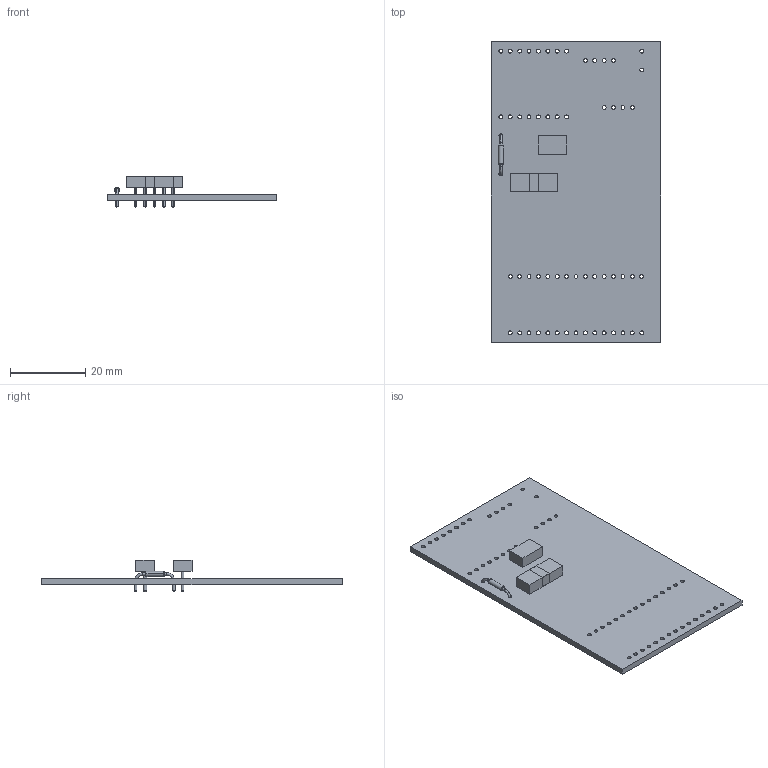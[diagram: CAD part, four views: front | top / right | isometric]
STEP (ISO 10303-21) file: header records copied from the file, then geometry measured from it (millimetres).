
FILE_DESCRIPTION(('PCB Model'),'2;1');
FILE_NAME('PCB''PCB V3.STEP','2020-09-17T12:37:35',('jdudu'),( 'Unspecified'),'Open CASCADE STEP processor 6.8','Proteus','Unknown' );
FILE_SCHEMA(('CONFIG_CONTROL_DESIGN','SHAPE_APPEARANCE_LAYER_MIM'));
Length unit declared in the file: millimetre
Products named in the file (22): Open CASCADE STEP translator 6.8 2; Layer_1; Open CASCADE STEP translator 6.8 2.2; Open CASCADE STEP translator 6.8 2.2.1; Body_1; Pin_1; Pin_2; Open CASCADE STEP translator 6.8 2.3; Open CASCADE STEP translator 6.8 2.3.1; Open CASCADE STEP translator 6.8 2.4; Open CASCADE STEP translator 6.8 2.4.1; Open CASCADE STEP translator 6.8 2.5; Open CASCADE STEP translator 6.8 2.5.1
Assembly tree (21 placements, depth 4):
  Open CASCADE STEP translator 6.8 2
    Layer_1
    Open CASCADE STEP translator 6.8 2.2
      Open CASCADE STEP translator 6.8 2.2.1
        Body_1
        Pin_1
        Pin_2
    Open CASCADE STEP translator 6.8 2.3
      Open CASCADE STEP translator 6.8 2.3.1
        Body_1
        Pin_1
        Pin_2
    Open CASCADE STEP translator 6.8 2.4
      Open CASCADE STEP translator 6.8 2.4.1
        Body_1
        Pin_1
        Pin_2
    Open CASCADE STEP translator 6.8 2.5
      Open CASCADE STEP translator 6.8 2.5.1
        Body_1
        Pin_1
        Pin_2
Bounding box: 45 x 80 x 8.46 mm (x, y, z)
Volume: 6068.2 mm3; surface area: 8435 mm2
Topology: 13 solids, 13 shells, 220 faces, 586 edges, 360 vertices
Faces by surface type: cylinder 148, sphere 32, plane 26, bspline 8, torus 4, extrusion 2
Entity records: 8131 total; most frequent: CARTESIAN_POINT 1435, DIRECTION 1237, ORIENTED_EDGE 1108, AXIS2_PLACEMENT_3D 556, EDGE_CURVE 554, VERTEX_POINT 360, FACE_BOUND 348, EDGE_LOOP 348
